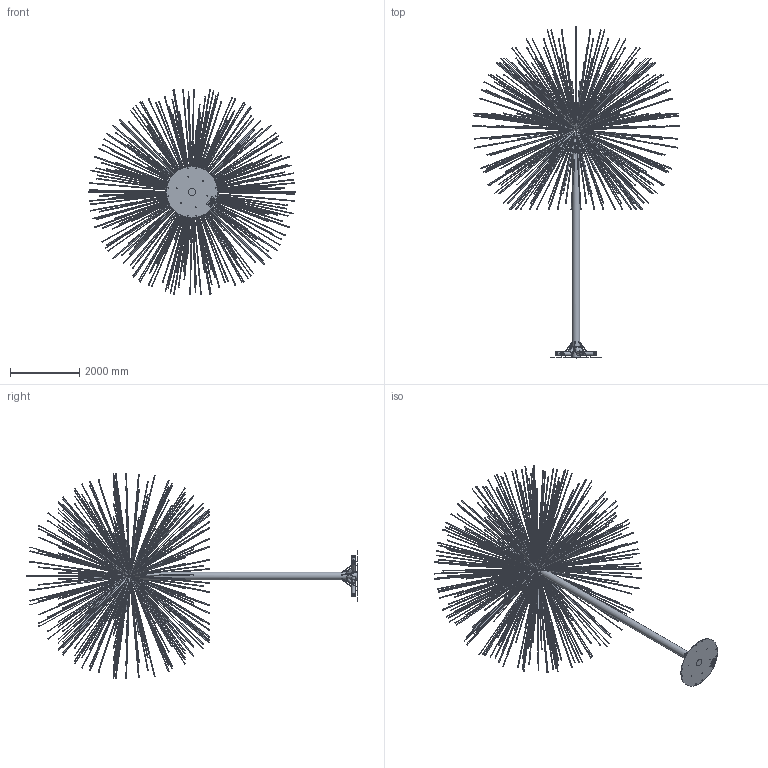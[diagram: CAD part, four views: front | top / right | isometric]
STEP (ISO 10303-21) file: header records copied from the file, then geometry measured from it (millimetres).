
FILE_DESCRIPTION(/* description */ (''),/* implementation_level */ '2;1');
FILE_NAME(/* name */ '51761_Water sphere 6000_450.stp',/* time_stamp */ '2017-08-18T10:55:54+02:00',/* author */ ('guzb562'),/* organization */ (''),/* preprocessor_version */ 'ST-DEVELOPER v16.1',/* originating_system */ 'Autodesk Inventor 2016',/* authorisation */ '');
FILE_SCHEMA (('AUTOMOTIVE_DESIGN { 1 0 10303 214 3 1 1 }'));
Products named in the file (1): 51761_Water sphere 6000_450
Bounding box: 5997.17 x 9600 x 5945.61 mm (x, y, z)
Volume: 596617495.5 mm3; surface area: 69374220.6 mm2
Topology: 13 solids, 13 shells, 2490 faces, 4551 edges, 2998 vertices
Faces by surface type: plane 1094, cylinder 1008, torus 309, bspline 78, sphere 1
Full cylindrical faces by diameter (mm): 9 x299, 10.5 x18, 17 x6, 21 x317, 25.5 x317, 26 x8, 100 x12, 110 x18, 220 x2, 1500 x1
Entity records: 57104 total; most frequent: CARTESIAN_POINT 10852, DIRECTION 9905, ORIENTED_EDGE 5840, AXIS2_PLACEMENT_3D 4760, EDGE_LOOP 4737, EDGE_CURVE 2920, VERTEX_POINT 2675, ADVANCED_FACE 2490
